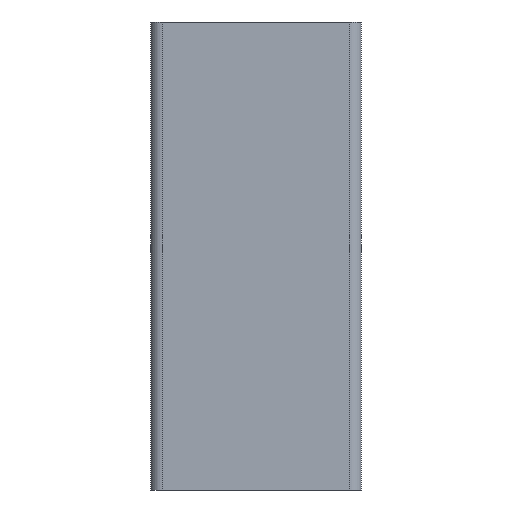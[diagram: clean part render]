
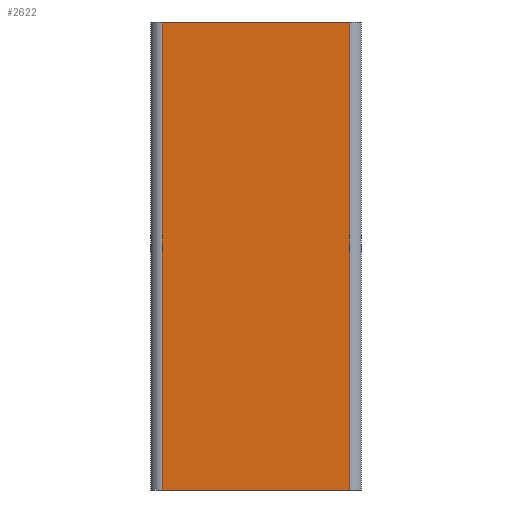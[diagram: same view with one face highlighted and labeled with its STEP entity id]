
A CAD part, left-side view. The second image highlights one B-rep face of the part: STEP entity #2622.
In plain terms, the highlighted planar face has unit normal (-1, 0, 0).
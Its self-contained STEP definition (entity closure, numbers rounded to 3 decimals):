
#619=CARTESIAN_POINT('',(-45.,-20.,0.0));
#620=VERTEX_POINT('',#619);
#628=CARTESIAN_POINT('',(-45.,20.,0.0));
#629=VERTEX_POINT('',#628);
#630=CARTESIAN_POINT('',(-45.,-20.,0.0));
#631=DIRECTION('',(0.0,1.0,0.0));
#632=VECTOR('',#631,40.);
#633=LINE('',#630,#632);
#634=EDGE_CURVE('',#620,#629,#633,.T.);
#1615=CARTESIAN_POINT('',(-45.,20.,100.0));
#1616=VERTEX_POINT('',#1615);
#1624=CARTESIAN_POINT('',(-45.,-20.,100.0));
#1625=VERTEX_POINT('',#1624);
#1626=CARTESIAN_POINT('',(-45.,-20.,100.0));
#1627=DIRECTION('',(0.0,1.0,0.0));
#1628=VECTOR('',#1627,40.);
#1629=LINE('',#1626,#1628);
#1630=EDGE_CURVE('',#1625,#1616,#1629,.T.);
#2595=CARTESIAN_POINT('',(-45.,-20.,0.0));
#2596=DIRECTION('',(0.0,0.0,1.0));
#2597=VECTOR('',#2596,100.0);
#2598=LINE('',#2595,#2597);
#2599=EDGE_CURVE('',#620,#1625,#2598,.T.);
#2606=CARTESIAN_POINT('',(-45.,-20.,0.0));
#2607=DIRECTION('',(-1.0,0.0,0.0));
#2608=DIRECTION('',(0.0,0.0,1.0));
#2609=AXIS2_PLACEMENT_3D('',#2606,#2607,#2608);
#2610=PLANE('',#2609);
#2611=ORIENTED_EDGE('',*,*,#1630,.T.);
#2612=CARTESIAN_POINT('',(-45.,20.,0.0));
#2613=DIRECTION('',(0.0,0.0,1.0));
#2614=VECTOR('',#2613,100.0);
#2615=LINE('',#2612,#2614);
#2616=EDGE_CURVE('',#629,#1616,#2615,.T.);
#2617=ORIENTED_EDGE('',*,*,#2616,.F.);
#2618=ORIENTED_EDGE('',*,*,#634,.F.);
#2619=ORIENTED_EDGE('',*,*,#2599,.T.);
#2620=EDGE_LOOP('',(#2611,#2617,#2618,#2619));
#2621=FACE_OUTER_BOUND('',#2620,.T.);
#2622=ADVANCED_FACE('',(#2621),#2610,.T.);
